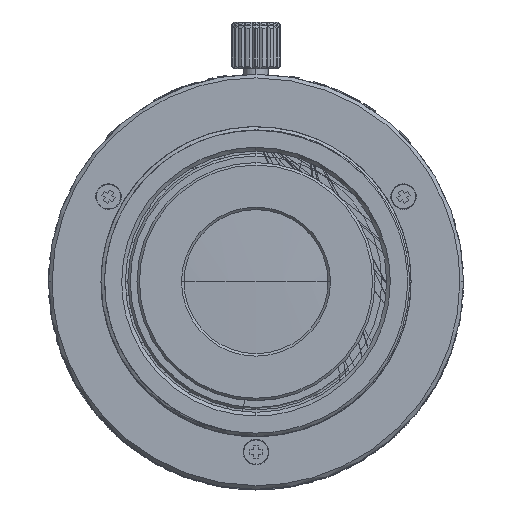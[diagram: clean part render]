
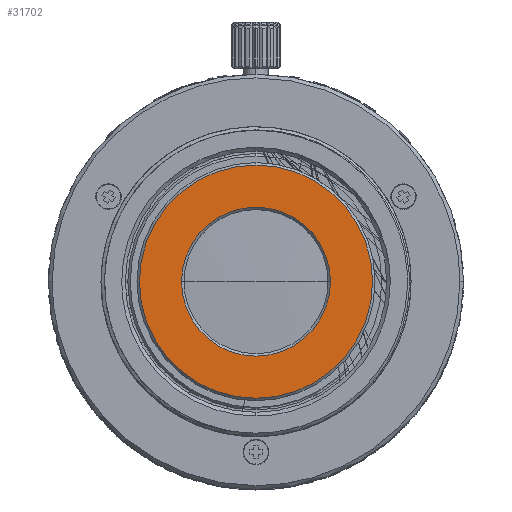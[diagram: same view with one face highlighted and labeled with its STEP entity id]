
A CAD part, top view. The second image highlights one B-rep face of the part: STEP entity #31702.
In plain terms, the highlighted planar face has unit normal (0, 0, 1).
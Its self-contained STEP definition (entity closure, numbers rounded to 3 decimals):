
#596 = AXIS2_PLACEMENT_3D ( 'NONE', #4320, #53202, #4039 ) ;
#1164 = DIRECTION ( 'NONE',  ( 0., 0., -1. ) ) ;
#1367 = ORIENTED_EDGE ( 'NONE', *, *, #35617, .F. ) ;
#2756 = CIRCLE ( 'NONE', #24233, 6.1 ) ;
#4039 = DIRECTION ( 'NONE',  ( -1., 0., 0. ) ) ;
#4126 = EDGE_CURVE ( 'NONE', #18335, #50647, #35243, .T. ) ;
#4320 = CARTESIAN_POINT ( 'NONE',  ( 9.932, -9.939, 23.991 ) ) ;
#9279 = CIRCLE ( 'NONE', #22348, 9.55 ) ;
#9648 = DIRECTION ( 'NONE',  ( 1., 0., 0. ) ) ;
#9966 = AXIS2_PLACEMENT_3D ( 'NONE', #28394, #1164, #46242 ) ;
#10357 = DIRECTION ( 'NONE',  ( 0., 0., -1. ) ) ;
#13111 = FACE_BOUND ( 'NONE', #41577, .T. ) ;
#13560 = EDGE_CURVE ( 'NONE', #52763, #36534, #44704, .T. ) ;
#17234 = PLANE ( 'NONE',  #596 ) ;
#17660 = CARTESIAN_POINT ( 'NONE',  ( 6.1, 0., 23.991 ) ) ;
#18335 = VERTEX_POINT ( 'NONE', #34332 ) ;
#22348 = AXIS2_PLACEMENT_3D ( 'NONE', #28806, #10357, #33490 ) ;
#24233 = AXIS2_PLACEMENT_3D ( 'NONE', #25427, #26279, #44120 ) ;
#25427 = CARTESIAN_POINT ( 'NONE',  ( 0., 0., 23.991 ) ) ;
#26279 = DIRECTION ( 'NONE',  ( 0., 0., 1. ) ) ;
#28394 = CARTESIAN_POINT ( 'NONE',  ( 0., 0., 23.991 ) ) ;
#28521 = ORIENTED_EDGE ( 'NONE', *, *, #4126, .F. ) ;
#28806 = CARTESIAN_POINT ( 'NONE',  ( 0., 0., 23.991 ) ) ;
#31702 = ADVANCED_FACE ( 'NONE', ( #44143, #13111 ), #17234, .F. ) ;
#33270 = ORIENTED_EDGE ( 'NONE', *, *, #48581, .F. ) ;
#33490 = DIRECTION ( 'NONE',  ( 0., 1., 0. ) ) ;
#34332 = CARTESIAN_POINT ( 'NONE',  ( 0., 9.55, 23.991 ) ) ;
#34465 = AXIS2_PLACEMENT_3D ( 'NONE', #54122, #49726, #9648 ) ;
#35243 = CIRCLE ( 'NONE', #9966, 9.55 ) ;
#35617 = EDGE_CURVE ( 'NONE', #50647, #18335, #9279, .T. ) ;
#36534 = VERTEX_POINT ( 'NONE', #49619 ) ;
#38941 = ORIENTED_EDGE ( 'NONE', *, *, #13560, .F. ) ;
#41577 = EDGE_LOOP ( 'NONE', ( #38941, #33270 ) ) ;
#44120 = DIRECTION ( 'NONE',  ( 1., 0., 0. ) ) ;
#44143 = FACE_OUTER_BOUND ( 'NONE', #52472, .T. ) ;
#44704 = CIRCLE ( 'NONE', #34465, 6.1 ) ;
#46242 = DIRECTION ( 'NONE',  ( 0., 1., 0. ) ) ;
#48581 = EDGE_CURVE ( 'NONE', #36534, #52763, #2756, .T. ) ;
#49619 = CARTESIAN_POINT ( 'NONE',  ( -6.1, 0., 23.991 ) ) ;
#49726 = DIRECTION ( 'NONE',  ( 0., 0., 1. ) ) ;
#50647 = VERTEX_POINT ( 'NONE', #54698 ) ;
#52472 = EDGE_LOOP ( 'NONE', ( #28521, #1367 ) ) ;
#52763 = VERTEX_POINT ( 'NONE', #17660 ) ;
#53202 = DIRECTION ( 'NONE',  ( 0., 0., -1. ) ) ;
#54122 = CARTESIAN_POINT ( 'NONE',  ( 0., 0., 23.991 ) ) ;
#54698 = CARTESIAN_POINT ( 'NONE',  ( 0., -9.55, 23.991 ) ) ;
